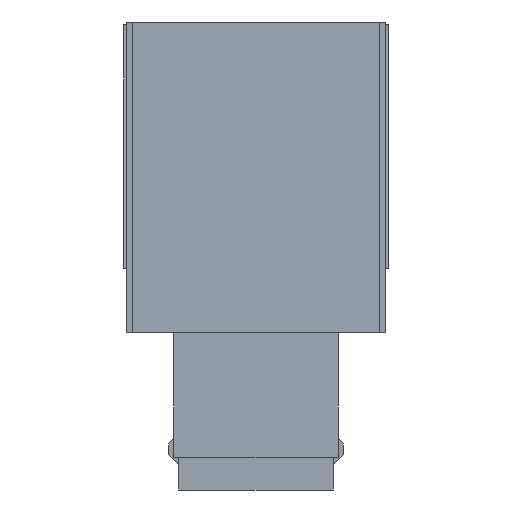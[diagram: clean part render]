
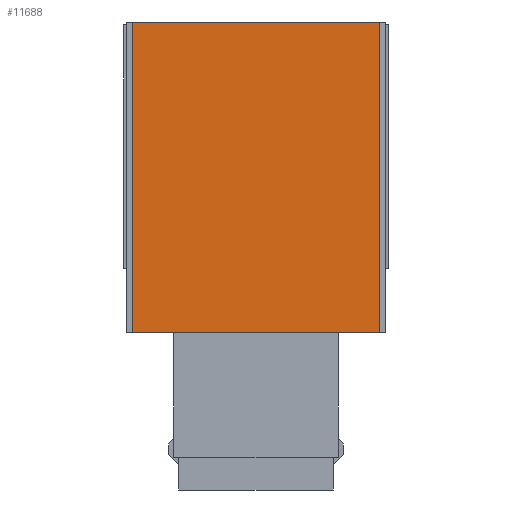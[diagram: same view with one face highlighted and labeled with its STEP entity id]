
A CAD part, left-side view. The second image highlights one B-rep face of the part: STEP entity #11688.
In plain terms, the highlighted planar face has unit normal (-1, 0, 0).
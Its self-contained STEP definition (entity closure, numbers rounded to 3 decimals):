
#742=PLANE('',#12596);
#1375=FACE_OUTER_BOUND('',#2061,.T.);
#2061=EDGE_LOOP('',(#10863,#10864,#10865,#10866));
#3308=LINE('',#24206,#4563);
#3312=LINE('',#24214,#4567);
#3315=LINE('',#24220,#4570);
#3318=LINE('',#24224,#4573);
#4563=VECTOR('',#15571,10.);
#4567=VECTOR('',#15577,10.);
#4570=VECTOR('',#15582,10.);
#4573=VECTOR('',#15587,10.);
#5902=VERTEX_POINT('',#24203);
#5903=VERTEX_POINT('',#24205);
#5906=VERTEX_POINT('',#24213);
#5908=VERTEX_POINT('',#24219);
#7556=EDGE_CURVE('',#5903,#5902,#3308,.T.);
#7560=EDGE_CURVE('',#5906,#5903,#3312,.T.);
#7563=EDGE_CURVE('',#5908,#5906,#3315,.T.);
#7566=EDGE_CURVE('',#5902,#5908,#3318,.T.);
#10863=ORIENTED_EDGE('',*,*,#7556,.T.);
#10864=ORIENTED_EDGE('',*,*,#7566,.T.);
#10865=ORIENTED_EDGE('',*,*,#7563,.T.);
#10866=ORIENTED_EDGE('',*,*,#7560,.T.);
#11688=ADVANCED_FACE('',(#1375),#742,.T.);
#12596=AXIS2_PLACEMENT_3D('',#24225,#15588,#15589);
#15571=DIRECTION('',(0.,-1.,0.));
#15577=DIRECTION('',(0.,0.,-1.));
#15582=DIRECTION('',(0.,1.,0.));
#15587=DIRECTION('',(0.,0.,1.));
#15588=DIRECTION('center_axis',(-1.,0.,0.));
#15589=DIRECTION('ref_axis',(0.,0.,1.));
#24203=CARTESIAN_POINT('',(-104.65,-3.26,11.));
#24205=CARTESIAN_POINT('',(-104.65,14.04,11.));
#24206=CARTESIAN_POINT('',(-104.65,14.48,11.));
#24213=CARTESIAN_POINT('',(-104.65,14.04,32.75));
#24214=CARTESIAN_POINT('',(-104.65,14.04,32.92));
#24219=CARTESIAN_POINT('',(-104.65,-3.26,32.75));
#24220=CARTESIAN_POINT('',(-104.65,-3.7,32.75));
#24224=CARTESIAN_POINT('',(-104.65,-3.26,10.83));
#24225=CARTESIAN_POINT('Origin',(-104.65,5.39,21.875));
